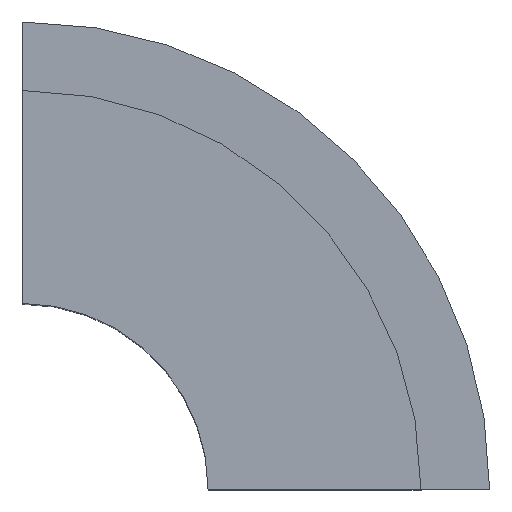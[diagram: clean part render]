
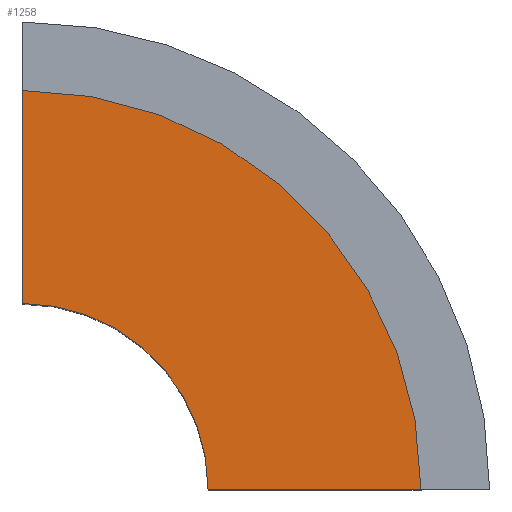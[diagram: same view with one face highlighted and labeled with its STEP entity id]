
A CAD part, top view. The second image highlights one B-rep face of the part: STEP entity #1258.
In plain terms, the highlighted planar face has unit normal (0, 0, 1).
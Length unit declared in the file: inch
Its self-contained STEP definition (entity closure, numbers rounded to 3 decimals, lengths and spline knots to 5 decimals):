
#156=FACE_OUTER_BOUND('',#236,.T.);
#236=EDGE_LOOP('',(#1079,#1080,#1081,#1082));
#316=CIRCLE('',#1528,132.67717);
#317=CIRCLE('',#1530,61.81102);
#401=LINE('',#2270,#499);
#402=LINE('',#2272,#500);
#499=VECTOR('',#1888,0.3937);
#500=VECTOR('',#1889,0.3937);
#615=VERTEX_POINT('',#2263);
#616=VERTEX_POINT('',#2265);
#617=VERTEX_POINT('',#2269);
#618=VERTEX_POINT('',#2271);
#776=EDGE_CURVE('',#615,#616,#316,.F.);
#777=EDGE_CURVE('',#617,#615,#401,.T.);
#778=EDGE_CURVE('',#618,#616,#402,.T.);
#779=EDGE_CURVE('',#617,#618,#317,.F.);
#1079=ORIENTED_EDGE('',*,*,#777,.T.);
#1080=ORIENTED_EDGE('',*,*,#776,.T.);
#1081=ORIENTED_EDGE('',*,*,#778,.F.);
#1082=ORIENTED_EDGE('',*,*,#779,.F.);
#1194=PLANE('',#1529);
#1258=ADVANCED_FACE('',(#156),#1194,.T.);
#1528=AXIS2_PLACEMENT_3D('',#2267,#1884,#1885);
#1529=AXIS2_PLACEMENT_3D('',#2268,#1886,#1887);
#1530=AXIS2_PLACEMENT_3D('',#2273,#1890,#1891);
#1884=DIRECTION('center_axis',(0.,0.,-1.));
#1885=DIRECTION('ref_axis',(1.,0.,0.));
#1886=DIRECTION('center_axis',(0.,0.,1.));
#1887=DIRECTION('ref_axis',(1.,0.,0.));
#1888=DIRECTION('',(1.,0.,0.));
#1889=DIRECTION('',(0.,1.,0.));
#1890=DIRECTION('center_axis',(0.,0.,-1.));
#1891=DIRECTION('ref_axis',(1.,0.,0.));
#2263=CARTESIAN_POINT('',(132.67717,0.,77.16535));
#2265=CARTESIAN_POINT('',(0.,132.67717,77.16535));
#2267=CARTESIAN_POINT('Origin',(0.,0.,77.16535));
#2268=CARTESIAN_POINT('Origin',(62.59843,0.,77.16535));
#2269=CARTESIAN_POINT('',(61.81102,0.,77.16535));
#2270=CARTESIAN_POINT('',(62.59843,0.,77.16535));
#2271=CARTESIAN_POINT('',(0.,61.81102,77.16535));
#2272=CARTESIAN_POINT('',(0.,62.59843,77.16535));
#2273=CARTESIAN_POINT('Origin',(0.,0.,77.16535));
